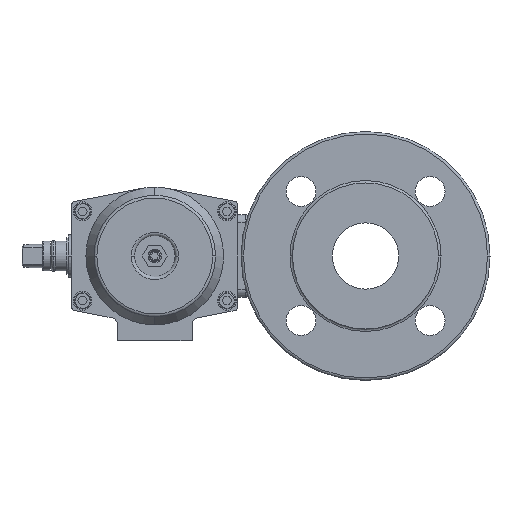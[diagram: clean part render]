
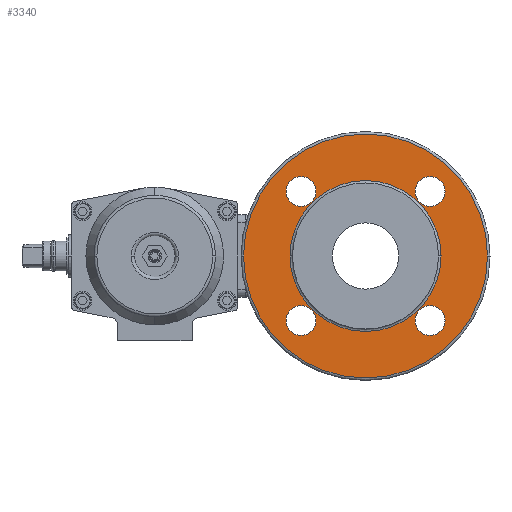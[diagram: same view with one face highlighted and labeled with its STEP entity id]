
A CAD part, left-side view. The second image highlights one B-rep face of the part: STEP entity #3340.
In plain terms, the highlighted planar face has unit normal (-1, 0, 0).
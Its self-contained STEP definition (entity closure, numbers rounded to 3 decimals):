
#3340=ADVANCED_FACE('',(#7037,#7038,#7039,#7040,#7041,#7042),#7043,.T.);
#7037=FACE_OUTER_BOUND('',#14743,.T.);
#7038=FACE_BOUND('',#14744,.T.);
#7039=FACE_BOUND('',#14745,.T.);
#7040=FACE_BOUND('',#14746,.T.);
#7041=FACE_BOUND('',#14747,.T.);
#7042=FACE_BOUND('',#14748,.T.);
#7043=PLANE('',#14749);
#14743=EDGE_LOOP('',(#24667,#24668,#24669));
#14744=EDGE_LOOP('',(#24670,#24671));
#14745=EDGE_LOOP('',(#24672,#24673));
#14746=EDGE_LOOP('',(#24674,#24675));
#14747=EDGE_LOOP('',(#24676,#24677));
#14748=EDGE_LOOP('',(#24678,#24679,#24680));
#14749=AXIS2_PLACEMENT_3D('',#24681,#24682,#24683);
#24667=ORIENTED_EDGE('',*,*,#30596,.F.);
#24668=ORIENTED_EDGE('',*,*,#30595,.F.);
#24669=ORIENTED_EDGE('',*,*,#31500,.F.);
#24670=ORIENTED_EDGE('',*,*,#30641,.T.);
#24671=ORIENTED_EDGE('',*,*,#31501,.T.);
#24672=ORIENTED_EDGE('',*,*,#30646,.T.);
#24673=ORIENTED_EDGE('',*,*,#31502,.T.);
#24674=ORIENTED_EDGE('',*,*,#30651,.T.);
#24675=ORIENTED_EDGE('',*,*,#31503,.T.);
#24676=ORIENTED_EDGE('',*,*,#30656,.T.);
#24677=ORIENTED_EDGE('',*,*,#31504,.T.);
#24678=ORIENTED_EDGE('',*,*,#30746,.F.);
#24679=ORIENTED_EDGE('',*,*,#30745,.F.);
#24680=ORIENTED_EDGE('',*,*,#31495,.F.);
#24681=CARTESIAN_POINT('',(-47.0,-1.,-58.75));
#24682=DIRECTION('',(-1.0,0.0,0.0));
#24683=DIRECTION('',(0.0,1.0,0.));
#30595=EDGE_CURVE('',#36308,#36311,#36312,.T.);
#30596=EDGE_CURVE('',#36311,#36313,#36314,.T.);
#30641=EDGE_CURVE('',#36393,#36390,#36394,.T.);
#30646=EDGE_CURVE('',#36402,#36399,#36403,.T.);
#30651=EDGE_CURVE('',#36411,#36408,#36412,.T.);
#30656=EDGE_CURVE('',#36420,#36417,#36421,.T.);
#30745=EDGE_CURVE('',#36573,#36575,#36576,.T.);
#30746=EDGE_CURVE('',#36575,#36570,#36577,.T.);
#31495=EDGE_CURVE('',#36570,#36573,#37629,.T.);
#31500=EDGE_CURVE('',#36313,#36308,#37634,.T.);
#31501=EDGE_CURVE('',#36390,#36393,#37635,.T.);
#31502=EDGE_CURVE('',#36399,#36402,#37636,.T.);
#31503=EDGE_CURVE('',#36408,#36411,#37637,.T.);
#31504=EDGE_CURVE('',#36417,#36420,#37638,.T.);
#36308=VERTEX_POINT('',#44094);
#36311=VERTEX_POINT('',#44097);
#36312=CIRCLE('',#44098,73.5);
#36313=VERTEX_POINT('',#44099);
#36314=CIRCLE('',#44100,73.5);
#36390=VERTEX_POINT('',#44192);
#36393=VERTEX_POINT('',#44196);
#36394=CIRCLE('',#44197,9.0);
#36399=VERTEX_POINT('',#44203);
#36402=VERTEX_POINT('',#44207);
#36403=CIRCLE('',#44208,9.0);
#36408=VERTEX_POINT('',#44214);
#36411=VERTEX_POINT('',#44218);
#36412=CIRCLE('',#44219,9.0);
#36417=VERTEX_POINT('',#44225);
#36420=VERTEX_POINT('',#44229);
#36421=CIRCLE('',#44230,9.0);
#36570=VERTEX_POINT('',#44566);
#36573=VERTEX_POINT('',#44569);
#36575=VERTEX_POINT('',#44571);
#36576=CIRCLE('',#44572,45.5);
#36577=CIRCLE('',#44573,45.5);
#37629=CIRCLE('',#46942,45.5);
#37634=CIRCLE('',#46947,73.5);
#37635=CIRCLE('',#46948,9.0);
#37636=CIRCLE('',#46949,9.0);
#37637=CIRCLE('',#46950,9.0);
#37638=CIRCLE('',#46951,9.0);
#44094=CARTESIAN_POINT('',(-47.0,-74.5,0.));
#44097=CARTESIAN_POINT('',(-47.0,-1.,-73.5));
#44098=AXIS2_PLACEMENT_3D('',#53837,#53838,#53839);
#44099=CARTESIAN_POINT('',(-47.0,72.5,0.));
#44100=AXIS2_PLACEMENT_3D('',#53840,#53841,#53842);
#44192=CARTESIAN_POINT('',(-47.0,-48.891,-38.891));
#44196=CARTESIAN_POINT('',(-47.0,-30.891,-38.891));
#44197=AXIS2_PLACEMENT_3D('',#53914,#53915,#53916);
#44203=CARTESIAN_POINT('',(-47.0,28.891,38.891));
#44207=CARTESIAN_POINT('',(-47.0,46.891,38.891));
#44208=AXIS2_PLACEMENT_3D('',#53922,#53923,#53924);
#44214=CARTESIAN_POINT('',(-47.0,28.891,-38.891));
#44218=CARTESIAN_POINT('',(-47.0,46.891,-38.891));
#44219=AXIS2_PLACEMENT_3D('',#53930,#53931,#53932);
#44225=CARTESIAN_POINT('',(-47.0,-48.891,38.891));
#44229=CARTESIAN_POINT('',(-47.0,-30.891,38.891));
#44230=AXIS2_PLACEMENT_3D('',#53938,#53939,#53940);
#44566=CARTESIAN_POINT('',(-47.0,-46.5,0.));
#44569=CARTESIAN_POINT('',(-47.0,44.5,0.));
#44571=CARTESIAN_POINT('',(-47.0,-1.,-45.5));
#44572=AXIS2_PLACEMENT_3D('',#54067,#54068,#54069);
#44573=AXIS2_PLACEMENT_3D('',#54070,#54071,#54072);
#46942=AXIS2_PLACEMENT_3D('',#55046,#55047,#55048);
#46947=AXIS2_PLACEMENT_3D('',#55055,#55056,#55057);
#46948=AXIS2_PLACEMENT_3D('',#55058,#55059,#55060);
#46949=AXIS2_PLACEMENT_3D('',#55061,#55062,#55063);
#46950=AXIS2_PLACEMENT_3D('',#55064,#55065,#55066);
#46951=AXIS2_PLACEMENT_3D('',#55067,#55068,#55069);
#53837=CARTESIAN_POINT('',(-47.0,-1.0,0.));
#53838=DIRECTION('',(1.0,0.0,0.0));
#53839=DIRECTION('',(0.0,0.,-1.0));
#53840=CARTESIAN_POINT('',(-47.0,-1.0,0.));
#53841=DIRECTION('',(1.0,0.0,0.0));
#53842=DIRECTION('',(0.0,0.,-1.0));
#53914=CARTESIAN_POINT('',(-47.0,-39.891,-38.891));
#53915=DIRECTION('',(1.0,0.0,-0.0));
#53916=DIRECTION('',(0.0,1.0,0.));
#53922=CARTESIAN_POINT('',(-47.0,37.891,38.891));
#53923=DIRECTION('',(1.0,0.0,-0.0));
#53924=DIRECTION('',(0.0,1.0,0.));
#53930=CARTESIAN_POINT('',(-47.0,37.891,-38.891));
#53931=DIRECTION('',(1.0,0.0,-0.0));
#53932=DIRECTION('',(0.0,1.0,0.));
#53938=CARTESIAN_POINT('',(-47.0,-39.891,38.891));
#53939=DIRECTION('',(1.0,0.0,-0.0));
#53940=DIRECTION('',(0.0,1.0,0.));
#54067=CARTESIAN_POINT('',(-47.0,-1.0,0.));
#54068=DIRECTION('',(-1.0,0.0,0.0));
#54069=DIRECTION('',(0.0,0.,1.0));
#54070=CARTESIAN_POINT('',(-47.0,-1.0,0.));
#54071=DIRECTION('',(-1.0,0.0,0.0));
#54072=DIRECTION('',(0.0,0.,1.0));
#55046=CARTESIAN_POINT('',(-47.0,-1.0,0.));
#55047=DIRECTION('',(-1.0,0.0,0.0));
#55048=DIRECTION('',(0.0,0.,1.0));
#55055=CARTESIAN_POINT('',(-47.0,-1.0,0.));
#55056=DIRECTION('',(1.0,0.0,0.0));
#55057=DIRECTION('',(0.0,0.,-1.0));
#55058=CARTESIAN_POINT('',(-47.0,-39.891,-38.891));
#55059=DIRECTION('',(1.0,0.0,-0.0));
#55060=DIRECTION('',(0.0,1.0,0.));
#55061=CARTESIAN_POINT('',(-47.0,37.891,38.891));
#55062=DIRECTION('',(1.0,0.0,-0.0));
#55063=DIRECTION('',(0.0,1.0,0.));
#55064=CARTESIAN_POINT('',(-47.0,37.891,-38.891));
#55065=DIRECTION('',(1.0,0.0,-0.0));
#55066=DIRECTION('',(0.0,1.0,0.));
#55067=CARTESIAN_POINT('',(-47.0,-39.891,38.891));
#55068=DIRECTION('',(1.0,0.0,-0.0));
#55069=DIRECTION('',(0.0,1.0,0.));
